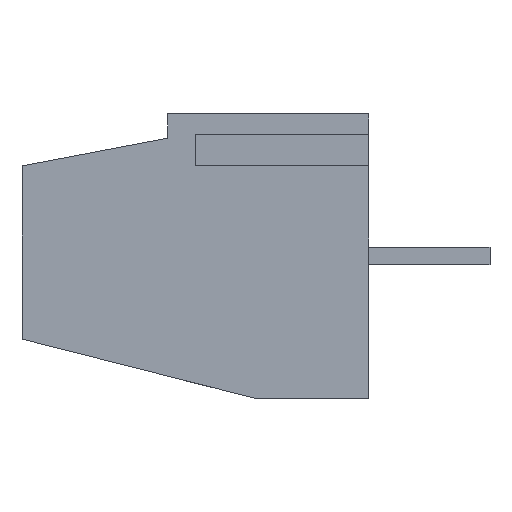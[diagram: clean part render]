
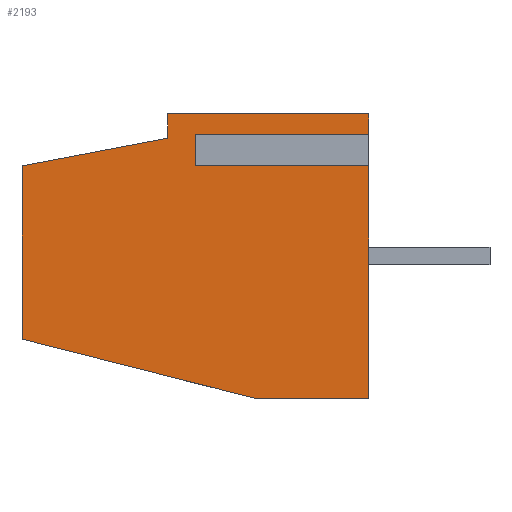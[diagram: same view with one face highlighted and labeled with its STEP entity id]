
A CAD part, left-side view. The second image highlights one B-rep face of the part: STEP entity #2193.
In plain terms, the highlighted planar face has unit normal (-1, 0, 0).
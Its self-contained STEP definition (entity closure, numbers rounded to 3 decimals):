
#91=FACE_OUTER_BOUND('',#210,.T.);
#210=EDGE_LOOP('',(#1448,#1449,#1450,#1451,#1452,#1453,#1454,#1455,#1456,
#1457,#1458));
#341=LINE('',#3052,#632);
#342=LINE('',#3054,#633);
#343=LINE('',#3056,#634);
#344=LINE('',#3058,#635);
#345=LINE('',#3060,#636);
#346=LINE('',#3062,#637);
#347=LINE('',#3064,#638);
#348=LINE('',#3066,#639);
#349=LINE('',#3068,#640);
#350=LINE('',#3070,#641);
#351=LINE('',#3071,#642);
#632=VECTOR('',#2473,0.5);
#633=VECTOR('',#2474,5.);
#634=VECTOR('',#2475,0.8);
#635=VECTOR('',#2476,5.8);
#636=VECTOR('',#2477,0.7);
#637=VECTOR('',#2478,4.276);
#638=VECTOR('',#2479,5.);
#639=VECTOR('',#2480,6.912);
#640=VECTOR('',#2481,3.3);
#641=VECTOR('',#2482,6.9);
#642=VECTOR('',#2483,5.);
#923=VERTEX_POINT('',#3050);
#924=VERTEX_POINT('',#3051);
#925=VERTEX_POINT('',#3053);
#926=VERTEX_POINT('',#3055);
#927=VERTEX_POINT('',#3057);
#928=VERTEX_POINT('',#3059);
#929=VERTEX_POINT('',#3061);
#930=VERTEX_POINT('',#3063);
#931=VERTEX_POINT('',#3065);
#932=VERTEX_POINT('',#3067);
#933=VERTEX_POINT('',#3069);
#1133=EDGE_CURVE('',#923,#924,#341,.T.);
#1134=EDGE_CURVE('',#925,#924,#342,.T.);
#1135=EDGE_CURVE('',#926,#925,#343,.T.);
#1136=EDGE_CURVE('',#927,#926,#344,.T.);
#1137=EDGE_CURVE('',#928,#927,#345,.T.);
#1138=EDGE_CURVE('',#929,#928,#346,.T.);
#1139=EDGE_CURVE('',#930,#929,#347,.T.);
#1140=EDGE_CURVE('',#931,#930,#348,.T.);
#1141=EDGE_CURVE('',#932,#931,#349,.T.);
#1142=EDGE_CURVE('',#933,#932,#350,.T.);
#1143=EDGE_CURVE('',#933,#923,#351,.T.);
#1448=ORIENTED_EDGE('',*,*,#1133,.T.);
#1449=ORIENTED_EDGE('',*,*,#1134,.F.);
#1450=ORIENTED_EDGE('',*,*,#1135,.F.);
#1451=ORIENTED_EDGE('',*,*,#1136,.F.);
#1452=ORIENTED_EDGE('',*,*,#1137,.F.);
#1453=ORIENTED_EDGE('',*,*,#1138,.F.);
#1454=ORIENTED_EDGE('',*,*,#1139,.F.);
#1455=ORIENTED_EDGE('',*,*,#1140,.F.);
#1456=ORIENTED_EDGE('',*,*,#1141,.F.);
#1457=ORIENTED_EDGE('',*,*,#1142,.F.);
#1458=ORIENTED_EDGE('',*,*,#1143,.T.);
#2078=PLANE('',#2326);
#2193=ADVANCED_FACE('',(#91),#2078,.F.);
#2326=AXIS2_PLACEMENT_3D('',#3049,#2471,#2472);
#2471=DIRECTION('center_axis',(1.,0.,0.));
#2472=DIRECTION('ref_axis',(0.,0.,-1.));
#2473=DIRECTION('',(0.,0.,1.));
#2474=DIRECTION('',(0.,1.,0.));
#2475=DIRECTION('',(0.,0.,-1.));
#2476=DIRECTION('',(0.,-1.,0.));
#2477=DIRECTION('',(0.,0.,1.));
#2478=DIRECTION('',(0.,-0.982,0.187));
#2479=DIRECTION('',(0.,0.,1.));
#2480=DIRECTION('',(0.,0.969,0.246));
#2481=DIRECTION('',(0.,1.,0.));
#2482=DIRECTION('',(0.,0.,-1.));
#2483=DIRECTION('',(0.,1.,0.));
#3049=CARTESIAN_POINT('Origin',(-10.,0.,0.));
#3050=CARTESIAN_POINT('',(-10.,0.,-1.3));
#3051=CARTESIAN_POINT('',(-10.,0.,-0.8));
#3052=CARTESIAN_POINT('',(-10.,0.,-1.3));
#3053=CARTESIAN_POINT('',(-10.,-5.,-0.8));
#3054=CARTESIAN_POINT('',(-10.,-5.,-0.8));
#3055=CARTESIAN_POINT('',(-10.,-5.,0.));
#3056=CARTESIAN_POINT('',(-10.,-5.,0.));
#3057=CARTESIAN_POINT('',(-10.,0.8,0.));
#3058=CARTESIAN_POINT('',(-10.,0.8,0.));
#3059=CARTESIAN_POINT('',(-10.,0.8,-0.7));
#3060=CARTESIAN_POINT('',(-10.,0.8,-0.7));
#3061=CARTESIAN_POINT('',(-10.,5.,-1.5));
#3062=CARTESIAN_POINT('',(-10.,5.,-1.5));
#3063=CARTESIAN_POINT('',(-10.,5.,-6.5));
#3064=CARTESIAN_POINT('',(-10.,5.,-6.5));
#3065=CARTESIAN_POINT('',(-10.,-1.7,-8.2));
#3066=CARTESIAN_POINT('',(-10.,-1.7,-8.2));
#3067=CARTESIAN_POINT('',(-10.,-5.,-8.2));
#3068=CARTESIAN_POINT('',(-10.,-5.,-8.2));
#3069=CARTESIAN_POINT('',(-10.,-5.,-1.3));
#3070=CARTESIAN_POINT('',(-10.,-5.,-1.3));
#3071=CARTESIAN_POINT('',(-10.,-5.,-1.3));
